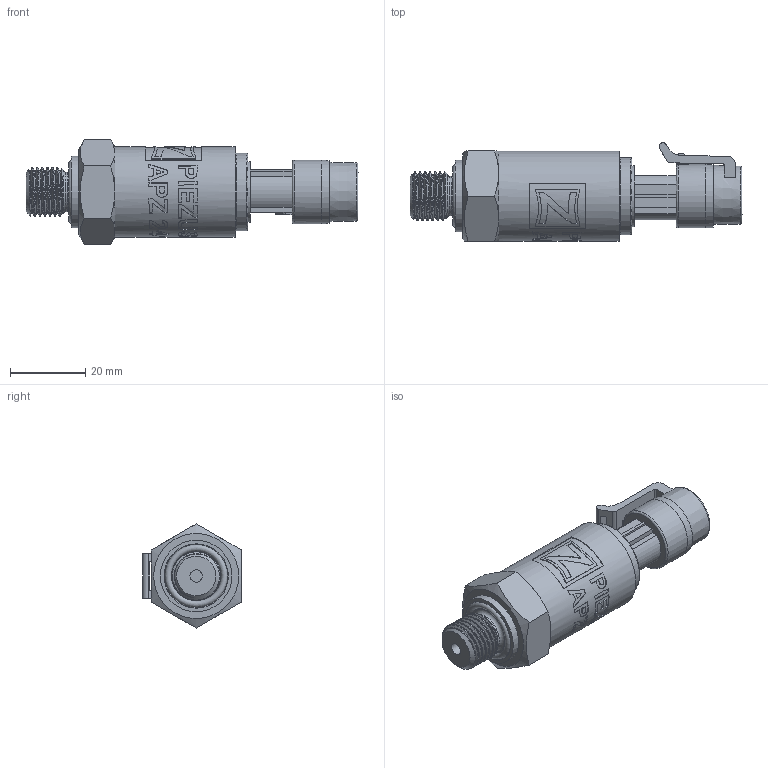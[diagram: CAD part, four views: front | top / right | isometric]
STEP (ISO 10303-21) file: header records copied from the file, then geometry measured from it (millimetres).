
FILE_DESCRIPTION(/* description */ (''),/* implementation_level */ '2;1');
FILE_NAME(/* name */ 'APZ2410_G1''4DIN_Packard.step',/* time_stamp */ '2021-06-11T15:11:27+03:00',/* author */ (''),/* organization */ (''),/* preprocessor_version */ 'ST-DEVELOPER v18.1',/* originating_system */ 'Autodesk Translation Framework v10.9.0.1377',/* authorisation */ '');
FILE_SCHEMA (('AUTOMOTIVE_DESIGN { 1 0 10303 214 3 1 1 }'));
Length unit declared in the file: millimetre
Products named in the file (4): APZ2410_G1'4DIN_Packard; G1/4 DIN; Packard male v12; Packard female v5
Assembly tree (3 placements, depth 2):
  APZ2410_G1'4DIN_Packard
    G1/4 DIN
    Packard male v12
    Packard female v5
Bounding box: 88.28 x 26.21 x 27.71 mm (x, y, z)
Volume: 26480.7 mm3; surface area: 13112.7 mm2
Topology: 11 solids, 11 shells, 494 faces, 1278 edges, 852 vertices
Faces by surface type: bspline 216, plane 169, cylinder 67, cone 28, torus 14
Full cylindrical faces by diameter (mm): 1.5 x3, 3.3 x1, 10.123 x1, 10.5 x1, 11.445 x6, 12 x1, 12.623 x2, 13.5 x1, 13.9 x1, 16.2 x1, 16.7 x1, 16.9 x1, 18 x2, 18.3 x1, 19 x1, 20 x2, 20.5 x1, 24 x1
Entity records: 22823 total; most frequent: CARTESIAN_POINT 11677, ORIENTED_EDGE 2556, DIRECTION 1745, EDGE_CURVE 1278, VERTEX_POINT 852, LINE 643, VECTOR 643, EDGE_LOOP 554
